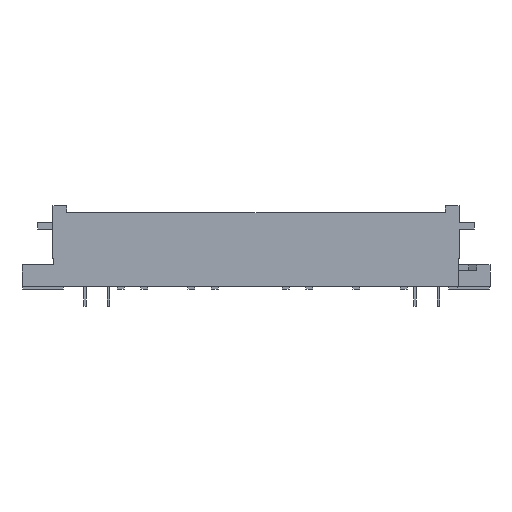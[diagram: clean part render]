
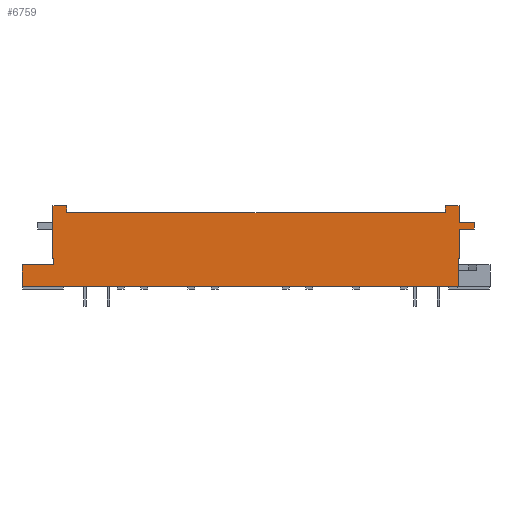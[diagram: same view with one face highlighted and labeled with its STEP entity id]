
A CAD part, front view. The second image highlights one B-rep face of the part: STEP entity #6759.
In plain terms, the highlighted planar face has unit normal (0, -1, 0).
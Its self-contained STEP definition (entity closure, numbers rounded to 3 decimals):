
#307=FACE_OUTER_BOUND($,#735,.T.);
#735=EDGE_LOOP($,(#5101,#5102,#5103,#5104,#5105,#5106,#5107,#5108,#5109,
#5110,#5111,#5112,#5113,#5114,#5115,#5116,#5117,#5118));
#1129=LINE($,#9538,#2035);
#1209=LINE($,#9703,#2115);
#1300=LINE($,#9920,#2206);
#1306=LINE($,#9930,#2212);
#1328=LINE($,#10002,#2234);
#1358=LINE($,#10061,#2264);
#1366=LINE($,#10078,#2272);
#1369=LINE($,#10084,#2275);
#1370=LINE($,#10086,#2276);
#1371=LINE($,#10088,#2277);
#1372=LINE($,#10090,#2278);
#1373=LINE($,#10092,#2279);
#1374=LINE($,#10094,#2280);
#1375=LINE($,#10096,#2281);
#1376=LINE($,#10098,#2282);
#1377=LINE($,#10099,#2283);
#1378=LINE($,#10100,#2284);
#1379=LINE($,#10101,#2285);
#2035=VECTOR($,#7757,94.075);
#2115=VECTOR($,#7853,6.3);
#2206=VECTOR($,#8076,6.775);
#2212=VECTOR($,#8088,4.65);
#2234=VECTOR($,#8162,6.05);
#2264=VECTOR($,#8218,1.4);
#2272=VECTOR($,#8230,11.35);
#2275=VECTOR($,#8235,3.3);
#2276=VECTOR($,#8236,1.5);
#2277=VECTOR($,#8237,3.3);
#2278=VECTOR($,#8238,3.55);
#2279=VECTOR($,#8239,3.);
#2280=VECTOR($,#8240,1.5);
#2281=VECTOR($,#8241,81.5);
#2282=VECTOR($,#8242,1.5);
#2283=VECTOR($,#8243,3.);
#2284=VECTOR($,#8244,0.1);
#2285=VECTOR($,#8245,0.1);
#2893=VERTEX_POINT($,#9535);
#2894=VERTEX_POINT($,#9537);
#2970=VERTEX_POINT($,#9700);
#2971=VERTEX_POINT($,#9702);
#3030=VERTEX_POINT($,#9917);
#3031=VERTEX_POINT($,#9919);
#3056=VERTEX_POINT($,#10000);
#3072=VERTEX_POINT($,#10060);
#3078=VERTEX_POINT($,#10075);
#3079=VERTEX_POINT($,#10077);
#3081=VERTEX_POINT($,#10083);
#3082=VERTEX_POINT($,#10085);
#3083=VERTEX_POINT($,#10087);
#3084=VERTEX_POINT($,#10089);
#3085=VERTEX_POINT($,#10091);
#3086=VERTEX_POINT($,#10093);
#3087=VERTEX_POINT($,#10095);
#3088=VERTEX_POINT($,#10097);
#3567=EDGE_CURVE($,#2893,#2894,#1129,.T.);
#3647=EDGE_CURVE($,#2970,#2971,#1209,.T.);
#3747=EDGE_CURVE($,#3030,#3031,#1300,.T.);
#3753=EDGE_CURVE($,#2894,#3030,#1306,.T.);
#3784=EDGE_CURVE($,#3056,#2893,#1328,.T.);
#3814=EDGE_CURVE($,#3031,#3072,#1358,.T.);
#3822=EDGE_CURVE($,#3078,#3079,#1366,.T.);
#3825=EDGE_CURVE($,#2970,#3081,#1369,.T.);
#3826=EDGE_CURVE($,#3081,#3082,#1370,.T.);
#3827=EDGE_CURVE($,#3082,#3083,#1371,.T.);
#3828=EDGE_CURVE($,#3084,#3083,#1372,.T.);
#3829=EDGE_CURVE($,#3085,#3084,#1373,.T.);
#3830=EDGE_CURVE($,#3086,#3085,#1374,.T.);
#3831=EDGE_CURVE($,#3087,#3086,#1375,.T.);
#3832=EDGE_CURVE($,#3088,#3087,#1376,.T.);
#3833=EDGE_CURVE($,#3079,#3088,#1377,.T.);
#3834=EDGE_CURVE($,#3072,#3078,#1378,.T.);
#3835=EDGE_CURVE($,#2971,#3056,#1379,.T.);
#5101=ORIENTED_EDGE($,*,*,#3825,.T.);
#5102=ORIENTED_EDGE($,*,*,#3826,.T.);
#5103=ORIENTED_EDGE($,*,*,#3827,.T.);
#5104=ORIENTED_EDGE($,*,*,#3828,.F.);
#5105=ORIENTED_EDGE($,*,*,#3829,.F.);
#5106=ORIENTED_EDGE($,*,*,#3830,.F.);
#5107=ORIENTED_EDGE($,*,*,#3831,.F.);
#5108=ORIENTED_EDGE($,*,*,#3832,.F.);
#5109=ORIENTED_EDGE($,*,*,#3833,.F.);
#5110=ORIENTED_EDGE($,*,*,#3822,.F.);
#5111=ORIENTED_EDGE($,*,*,#3834,.F.);
#5112=ORIENTED_EDGE($,*,*,#3814,.F.);
#5113=ORIENTED_EDGE($,*,*,#3747,.F.);
#5114=ORIENTED_EDGE($,*,*,#3753,.F.);
#5115=ORIENTED_EDGE($,*,*,#3567,.F.);
#5116=ORIENTED_EDGE($,*,*,#3784,.F.);
#5117=ORIENTED_EDGE($,*,*,#3835,.F.);
#5118=ORIENTED_EDGE($,*,*,#3647,.F.);
#6367=PLANE($,#7225);
#6759=ADVANCED_FACE($,(#307),#6367,.T.);
#7225=AXIS2_PLACEMENT_3D($,#10082,#8233,#8234);
#7757=DIRECTION($,(-1.,0.,0.));
#7853=DIRECTION($,(0.,0.,-1.));
#8076=DIRECTION($,(1.,0.,0.));
#8088=DIRECTION($,(0.,0.,1.));
#8162=DIRECTION($,(0.,0.,-1.));
#8218=DIRECTION($,(0.,0.,1.));
#8230=DIRECTION($,(0.,0.,1.));
#8233=DIRECTION('center_axis',(0.,-1.,0.));
#8234=DIRECTION('ref_axis',(1.,0.,0.));
#8235=DIRECTION($,(1.,0.,0.));
#8236=DIRECTION($,(0.,0.,1.));
#8237=DIRECTION($,(-1.,0.,0.));
#8238=DIRECTION($,(0.,0.,-1.));
#8239=DIRECTION($,(1.,0.,0.));
#8240=DIRECTION($,(0.,0.,1.));
#8241=DIRECTION($,(1.,0.,0.));
#8242=DIRECTION($,(0.,0.,-1.));
#8243=DIRECTION($,(1.,0.,0.));
#8244=DIRECTION($,(-1.,0.,0.));
#8245=DIRECTION($,(-1.,0.,0.));
#9535=CARTESIAN_POINT('',(43.65,-7.35,0.6));
#9537=CARTESIAN_POINT('',(-50.425,-7.35,0.6));
#9538=CARTESIAN_POINT($,(43.65,-7.35,0.6));
#9700=CARTESIAN_POINT('',(43.75,-7.35,12.95));
#9702=CARTESIAN_POINT('',(43.75,-7.35,6.65));
#9703=CARTESIAN_POINT($,(43.75,-7.35,12.95));
#9917=CARTESIAN_POINT('',(-50.425,-7.35,5.25));
#9919=CARTESIAN_POINT('',(-43.65,-7.35,5.25));
#9920=CARTESIAN_POINT($,(-50.425,-7.35,5.25));
#9930=CARTESIAN_POINT($,(-50.425,-7.35,0.6));
#10000=CARTESIAN_POINT('',(43.65,-7.35,6.65));
#10002=CARTESIAN_POINT($,(43.65,-7.35,6.65));
#10060=CARTESIAN_POINT('',(-43.65,-7.35,6.65));
#10061=CARTESIAN_POINT($,(-43.65,-7.35,5.25));
#10075=CARTESIAN_POINT('',(-43.75,-7.35,6.65));
#10077=CARTESIAN_POINT('',(-43.75,-7.35,18.));
#10078=CARTESIAN_POINT($,(-43.75,-7.35,6.65));
#10082=CARTESIAN_POINT('Origin',(-55.568,-7.35,-0.37));
#10083=CARTESIAN_POINT('',(47.05,-7.35,12.95));
#10084=CARTESIAN_POINT($,(43.75,-7.35,12.95));
#10085=CARTESIAN_POINT('',(47.05,-7.35,14.45));
#10086=CARTESIAN_POINT($,(47.05,-7.35,12.95));
#10087=CARTESIAN_POINT('',(43.75,-7.35,14.45));
#10088=CARTESIAN_POINT($,(47.05,-7.35,14.45));
#10089=CARTESIAN_POINT('',(43.75,-7.35,18.));
#10090=CARTESIAN_POINT($,(43.75,-7.35,18.));
#10091=CARTESIAN_POINT('',(40.75,-7.35,18.));
#10092=CARTESIAN_POINT($,(40.75,-7.35,18.));
#10093=CARTESIAN_POINT('',(40.75,-7.35,16.5));
#10094=CARTESIAN_POINT($,(40.75,-7.35,16.5));
#10095=CARTESIAN_POINT('',(-40.75,-7.35,16.5));
#10096=CARTESIAN_POINT($,(-40.75,-7.35,16.5));
#10097=CARTESIAN_POINT('',(-40.75,-7.35,18.));
#10098=CARTESIAN_POINT($,(-40.75,-7.35,18.));
#10099=CARTESIAN_POINT($,(-43.75,-7.35,18.));
#10100=CARTESIAN_POINT($,(-43.65,-7.35,6.65));
#10101=CARTESIAN_POINT($,(43.75,-7.35,6.65));
